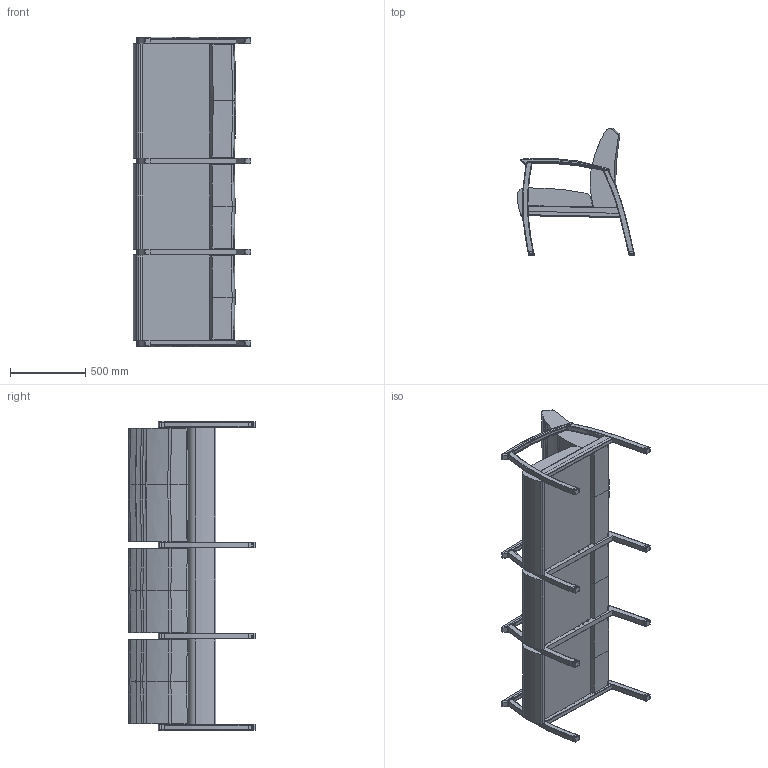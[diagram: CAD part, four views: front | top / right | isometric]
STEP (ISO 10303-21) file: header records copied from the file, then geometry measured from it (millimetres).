
FILE_DESCRIPTION(/* description */ (''),/* implementation_level */ '2;1');
FILE_NAME(/* name */ 'KOL30IBRU.stp',/* time_stamp */ '2015-04-14T06:59:07-04:00',/* author */ ('jbosley'),/* organization */ (''),/* preprocessor_version */ 'ST-DEVELOPER v15.6',/* originating_system */ 'Autodesk Inventor 2015',/* authorisation */ '');
FILE_SCHEMA (('AUTOMOTIVE_DESIGN { 1 0 10303 214 3 1 1 }'));
Length unit declared in the file: inch
Products named in the file (10): ECM10 ARM L-D; EV U AC; ECM10 FP-B; ECM10 ARM R-D; ECM10 ARM INT-D; KOL10 NEW BACK; KOL10 SEAT; KOL10B NEW SEAT; KOL10B NEW BACK; KOL30IBR
Bounding box: 782.01 x 848 x 2060.57 mm (x, y, z)
Volume: 292367811 mm3; surface area: 8679198.7 mm2
Topology: 22 solids, 22 shells, 1035 faces, 2617 edges, 1624 vertices
Faces by surface type: plane 342, cylinder 323, bspline 268, torus 54, sphere 48
Full cylindrical faces by diameter (mm): 4.064 x12, 5.08 x6, 6.35 x48, 8.118 x6
Entity records: 17663 total; most frequent: CARTESIAN_POINT 6709, ORIENTED_EDGE 2326, DIRECTION 2014, EDGE_CURVE 1163, AXIS2_PLACEMENT_3D 776, VERTEX_POINT 761, EDGE_LOOP 576, LINE 462
